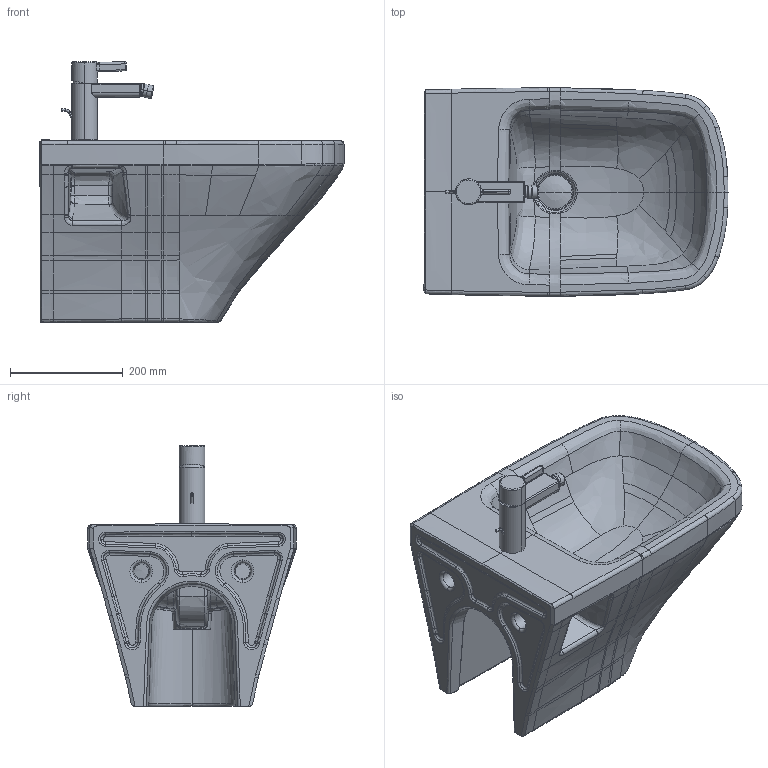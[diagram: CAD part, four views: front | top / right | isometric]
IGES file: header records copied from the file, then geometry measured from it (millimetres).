
Global section: file name: No Iges File Name specified; native system: Autodesk Inventor 2011; preprocessor: AutoDesk Inventor Iges Exporter R2011; author: Administrator; date: 20130527.124802; units: millimetre
Bounding box: 540.11 x 370.01 x 463.17 mm (x, y, z)
Volume: 20831701.1 mm3; surface area: 1085941.1 mm2
Topology: 8 solids, 8 shells, 958 faces, 2330 edges, 1380 vertices
Faces by surface type: bspline 666, revolution 88, plane 79, cylinder 66, torus 44, sphere 10, cone 5
